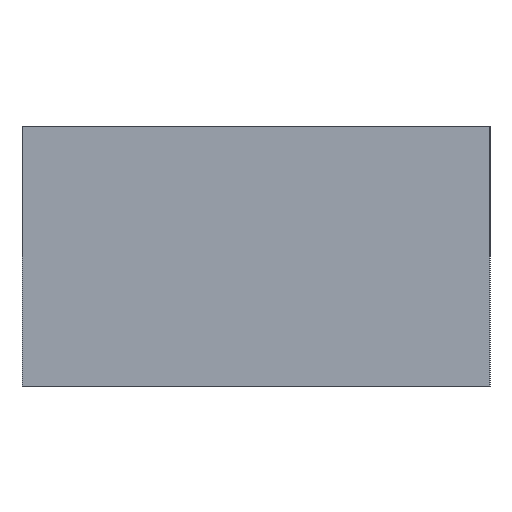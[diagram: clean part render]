
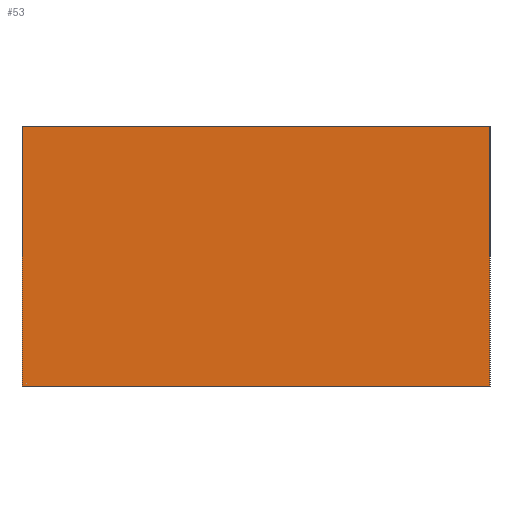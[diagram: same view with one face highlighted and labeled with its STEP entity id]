
A CAD part, left-side view. The second image highlights one B-rep face of the part: STEP entity #53.
In plain terms, the highlighted planar face has unit normal (-1, 0, 0).
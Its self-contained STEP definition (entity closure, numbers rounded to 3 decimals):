
#16 = VECTOR ( 'NONE', #191, 1000. ) ;
#17 = VERTEX_POINT ( 'NONE', #367 ) ;
#40 = LINE ( 'NONE', #46, #16 ) ;
#46 = CARTESIAN_POINT ( 'NONE',  ( -115., -9., -20. ) ) ;
#53 = ADVANCED_FACE ( 'NONE', ( #433 ), #365, .F. ) ;
#65 = EDGE_CURVE ( 'NONE', #17, #297, #178, .T. ) ;
#85 = CARTESIAN_POINT ( 'NONE',  ( -115., -9., -10. ) ) ;
#91 = ORIENTED_EDGE ( 'NONE', *, *, #137, .F. ) ;
#97 = DIRECTION ( 'NONE',  ( 0., 0., -1. ) ) ;
#99 = CARTESIAN_POINT ( 'NONE',  ( -115., 40., -20. ) ) ;
#102 = DIRECTION ( 'NONE',  ( 0., 1., 0. ) ) ;
#106 = VECTOR ( 'NONE', #491, 1000. ) ;
#109 = DIRECTION ( 'NONE',  ( 1., 0., 0. ) ) ;
#110 = CARTESIAN_POINT ( 'NONE',  ( -115., 40., -10. ) ) ;
#112 = LINE ( 'NONE', #341, #106 ) ;
#114 = ORIENTED_EDGE ( 'NONE', *, *, #428, .T. ) ;
#128 = VERTEX_POINT ( 'NONE', #85 ) ;
#137 = EDGE_CURVE ( 'NONE', #297, #362, #112, .T. ) ;
#178 = LINE ( 'NONE', #328, #240 ) ;
#191 = DIRECTION ( 'NONE',  ( 0., 0., 1. ) ) ;
#205 = AXIS2_PLACEMENT_3D ( 'NONE', #99, #109, #97 ) ;
#240 = VECTOR ( 'NONE', #478, 1000. ) ;
#244 = ORIENTED_EDGE ( 'NONE', *, *, #319, .T. ) ;
#287 = LINE ( 'NONE', #110, #290 ) ;
#290 = VECTOR ( 'NONE', #102, 1000. ) ;
#297 = VERTEX_POINT ( 'NONE', #329 ) ;
#319 = EDGE_CURVE ( 'NONE', #128, #362, #287, .T. ) ;
#328 = CARTESIAN_POINT ( 'NONE',  ( -115., 40., -20. ) ) ;
#329 = CARTESIAN_POINT ( 'NONE',  ( -115., 9., -20. ) ) ;
#341 = CARTESIAN_POINT ( 'NONE',  ( -115., 9., -20. ) ) ;
#362 = VERTEX_POINT ( 'NONE', #368 ) ;
#365 = PLANE ( 'NONE',  #205 ) ;
#367 = CARTESIAN_POINT ( 'NONE',  ( -115., -9., -20. ) ) ;
#368 = CARTESIAN_POINT ( 'NONE',  ( -115., 9., -10. ) ) ;
#428 = EDGE_CURVE ( 'NONE', #17, #128, #40, .T. ) ;
#433 = FACE_OUTER_BOUND ( 'NONE', #441, .T. ) ;
#441 = EDGE_LOOP ( 'NONE', ( #244, #91, #480, #114 ) ) ;
#478 = DIRECTION ( 'NONE',  ( 0., 1., 0. ) ) ;
#480 = ORIENTED_EDGE ( 'NONE', *, *, #65, .F. ) ;
#491 = DIRECTION ( 'NONE',  ( 0., 0., 1. ) ) ;
